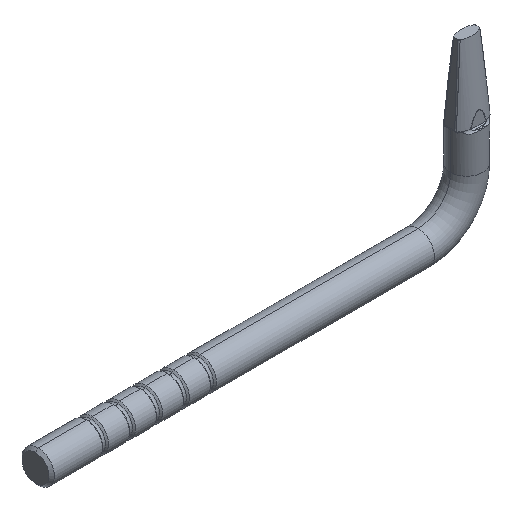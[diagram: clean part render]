
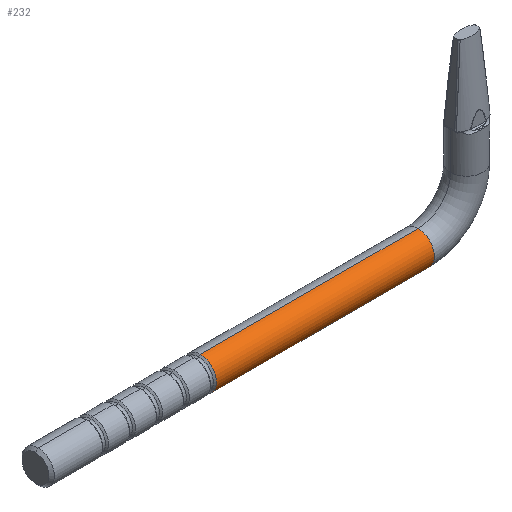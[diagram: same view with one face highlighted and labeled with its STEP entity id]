
A CAD part, isometric view. The second image highlights one B-rep face of the part: STEP entity #232.
In plain terms, the highlighted cylindrical face has radius 3 mm (diameter 6 mm), a partial arc.
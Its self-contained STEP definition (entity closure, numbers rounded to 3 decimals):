
#102=CYLINDRICAL_SURFACE('',#1444,3.);
#149=CIRCLE('',#1442,3.);
#150=CIRCLE('',#1443,3.);
#232=ADVANCED_FACE('',(#338),#102,.T.);
#338=FACE_OUTER_BOUND('',#426,.T.);
#426=EDGE_LOOP('',(#798,#799,#800,#801));
#489=LINE('',#3196,#539);
#490=LINE('',#3198,#540);
#539=VECTOR('',#1662,1.);
#540=VECTOR('',#1663,1.);
#798=ORIENTED_EDGE('',*,*,#1191,.F.);
#799=ORIENTED_EDGE('',*,*,#1209,.F.);
#800=ORIENTED_EDGE('',*,*,#1190,.T.);
#801=ORIENTED_EDGE('',*,*,#1210,.T.);
#1025=VERTEX_POINT('',#3155);
#1026=VERTEX_POINT('',#3157);
#1043=VERTEX_POINT('',#3197);
#1044=VERTEX_POINT('',#3199);
#1190=EDGE_CURVE('',#1025,#1043,#489,.T.);
#1191=EDGE_CURVE('',#1026,#1044,#490,.T.);
#1209=EDGE_CURVE('',#1025,#1026,#149,.T.);
#1210=EDGE_CURVE('',#1043,#1044,#150,.T.);
#1442=AXIS2_PLACEMENT_3D('',#3231,#1710,#1711);
#1443=AXIS2_PLACEMENT_3D('',#3232,#1712,#1713);
#1444=AXIS2_PLACEMENT_3D('',#3233,#1714,#1715);
#1662=DIRECTION('',(-1.,0.,0.));
#1663=DIRECTION('',(-1.,0.,0.));
#1710=DIRECTION('',(1.,0.,0.));
#1711=DIRECTION('',(0.,0.,1.));
#1712=DIRECTION('',(1.,0.,0.));
#1713=DIRECTION('',(0.,0.,1.));
#1714=DIRECTION('',(1.,0.,0.));
#1715=DIRECTION('',(0.,0.,-1.));
#3155=CARTESIAN_POINT('',(-9.,0.,-27.));
#3157=CARTESIAN_POINT('',(-9.,0.,-33.));
#3196=CARTESIAN_POINT('',(-49.434,0.,-27.));
#3197=CARTESIAN_POINT('',(-49.434,0.,-27.));
#3198=CARTESIAN_POINT('',(-49.434,0.,-33.));
#3199=CARTESIAN_POINT('',(-49.434,0.,-33.));
#3231=CARTESIAN_POINT('',(-9.,0.,-30.));
#3232=CARTESIAN_POINT('',(-49.434,0.,-30.));
#3233=CARTESIAN_POINT('',(-80.,0.,-30.));
